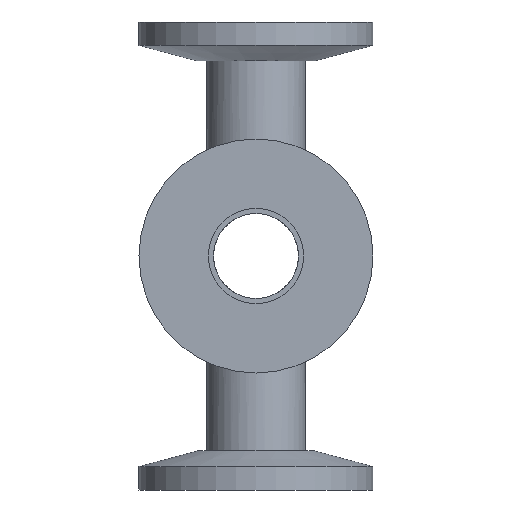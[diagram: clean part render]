
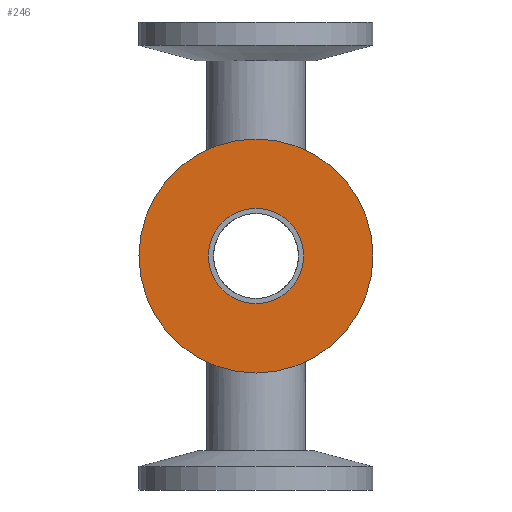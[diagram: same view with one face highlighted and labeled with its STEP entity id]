
A CAD part, front view. The second image highlights one B-rep face of the part: STEP entity #246.
In plain terms, the highlighted planar face has unit normal (0, -1, 0).
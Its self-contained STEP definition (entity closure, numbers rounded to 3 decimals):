
#55=FACE_BOUND('',#104,.T.);
#60=CIRCLE('',#316,15.);
#61=CIRCLE('',#317,15.);
#70=CIRCLE('',#331,6.1);
#71=CIRCLE('',#332,6.1);
#88=FACE_OUTER_BOUND('',#103,.T.);
#103=EDGE_LOOP('',(#225,#226));
#104=EDGE_LOOP('',(#227,#228));
#133=VERTEX_POINT('',#465);
#134=VERTEX_POINT('',#467);
#143=VERTEX_POINT('',#493);
#144=VERTEX_POINT('',#495);
#158=EDGE_CURVE('',#133,#134,#60,.T.);
#159=EDGE_CURVE('',#134,#133,#61,.T.);
#171=EDGE_CURVE('',#144,#143,#70,.T.);
#172=EDGE_CURVE('',#143,#144,#71,.T.);
#225=ORIENTED_EDGE('',*,*,#159,.F.);
#226=ORIENTED_EDGE('',*,*,#158,.F.);
#227=ORIENTED_EDGE('',*,*,#171,.T.);
#228=ORIENTED_EDGE('',*,*,#172,.T.);
#234=PLANE('',#333);
#246=ADVANCED_FACE('',(#88,#55),#234,.T.);
#316=AXIS2_PLACEMENT_3D('',#468,#381,#382);
#317=AXIS2_PLACEMENT_3D('',#469,#383,#384);
#331=AXIS2_PLACEMENT_3D('',#496,#414,#415);
#332=AXIS2_PLACEMENT_3D('',#497,#416,#417);
#333=AXIS2_PLACEMENT_3D('',#498,#418,#419);
#381=DIRECTION('center_axis',(0.,1.,0.));
#382=DIRECTION('ref_axis',(1.,0.,0.));
#383=DIRECTION('center_axis',(0.,1.,0.));
#384=DIRECTION('ref_axis',(1.,0.,0.));
#414=DIRECTION('center_axis',(0.,1.,0.));
#415=DIRECTION('ref_axis',(1.,0.,0.));
#416=DIRECTION('center_axis',(0.,1.,0.));
#417=DIRECTION('ref_axis',(1.,0.,0.));
#418=DIRECTION('center_axis',(0.,-1.,0.));
#419=DIRECTION('ref_axis',(0.,0.,-1.));
#465=CARTESIAN_POINT('',(15.,0.,0.));
#467=CARTESIAN_POINT('',(-15.,0.,0.));
#468=CARTESIAN_POINT('Origin',(0.,0.,0.));
#469=CARTESIAN_POINT('Origin',(0.,0.,0.));
#493=CARTESIAN_POINT('',(6.1,0.,0.));
#495=CARTESIAN_POINT('',(-6.1,0.,0.));
#496=CARTESIAN_POINT('Origin',(0.,0.,0.));
#497=CARTESIAN_POINT('Origin',(0.,0.,0.));
#498=CARTESIAN_POINT('Origin',(-15.,0.,0.));
